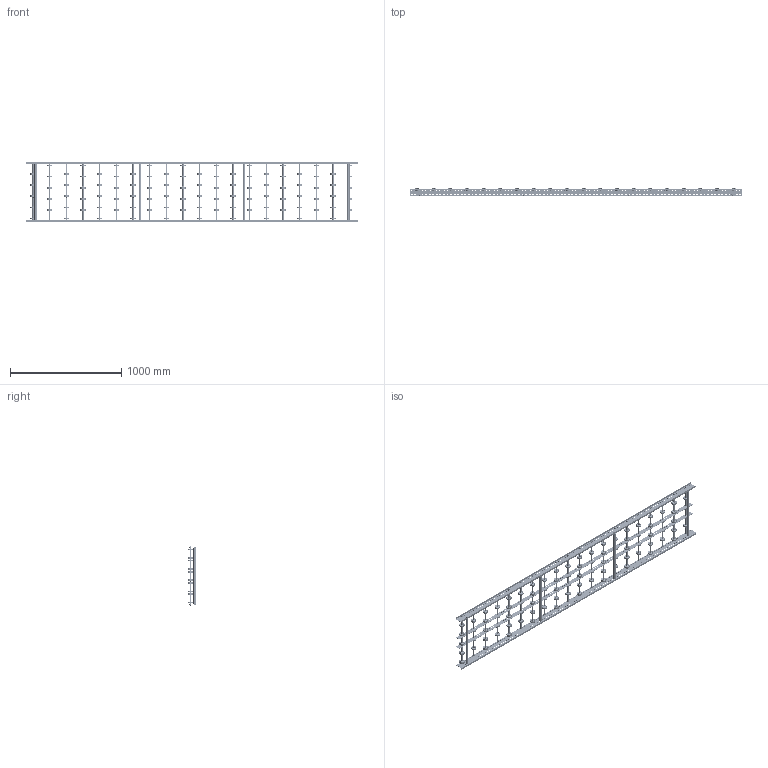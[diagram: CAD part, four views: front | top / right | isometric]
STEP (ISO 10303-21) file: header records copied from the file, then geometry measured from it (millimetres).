
FILE_DESCRIPTION (( 'STEP AP214' ), '1' );
FILE_NAME ('0052510.step', '2021-10-26T13:27:12', ( '' ), ( '' ), 'SwSTEP 2.0', 'SolidWorks 2020', '' );
FILE_SCHEMA (( 'AUTOMOTIVE_DESIGN' ));
Length unit declared in the file: millimetre
Products named in the file (10): S100100_Längstraverse-42x2,5_S100104_L„ngstraverse-RB-L3000; 0052510; Röllchenachse-für-Konfiguration_EL500 Stahl; Traversen_KFG_L500; Profil_LRB-20x70x20x2_KFG_S109080_U-PROFIL-20-70-20-2-LRB-L=2987,5; Hutmutter_DIN_1587_M8; S106837_Gewindestange-M8-KFG_L520; S100994_Sperrzahnschraube_M08x16-8.8-A2K; 0046278_KB-ROHR-12X1,75mm_KFG_L75; K0011528_2200-48-8
Assembly tree (87 placements, depth 3):
  0052510
    Profil_LRB-20x70x20x2_KFG_S109080_U-PROFIL-20-70-20-2-LRB-L=2987,5  x2
    S100994_Sperrzahnschraube_M08x16-8.8-A2K  x8
    Traversen_KFG_L500  x4
    Röllchenachse-für-Konfiguration_EL500 Stahl  x20
      S106837_Gewindestange-M8-KFG_L520
      0046278_KB-ROHR-12X1,75mm_KFG_L75
      K0011528_2200-48-8
    S100100_Längstraverse-42x2,5_S100104_L„ngstraverse-RB-L3000  x2
    Hutmutter_DIN_1587_M8  x40
Bounding box: 2987.5 x 78.99 x 540 mm (x, y, z)
Volume: 5029915.3 mm3; surface area: 4083984.8 mm2
Topology: 384 solids, 384 shells, 12788 faces, 28316 edges, 17448 vertices
Faces by surface type: cylinder 5684, torus 2632, plane 2376, cone 2056, bspline 40
Entity records: 52483 total; most frequent: DIRECTION 9587, CARTESIAN_POINT 8618, ORIENTED_EDGE 8072, AXIS2_PLACEMENT_3D 4127, EDGE_CURVE 4036, VERTEX_POINT 2662, EDGE_LOOP 2632, CIRCLE 2623
